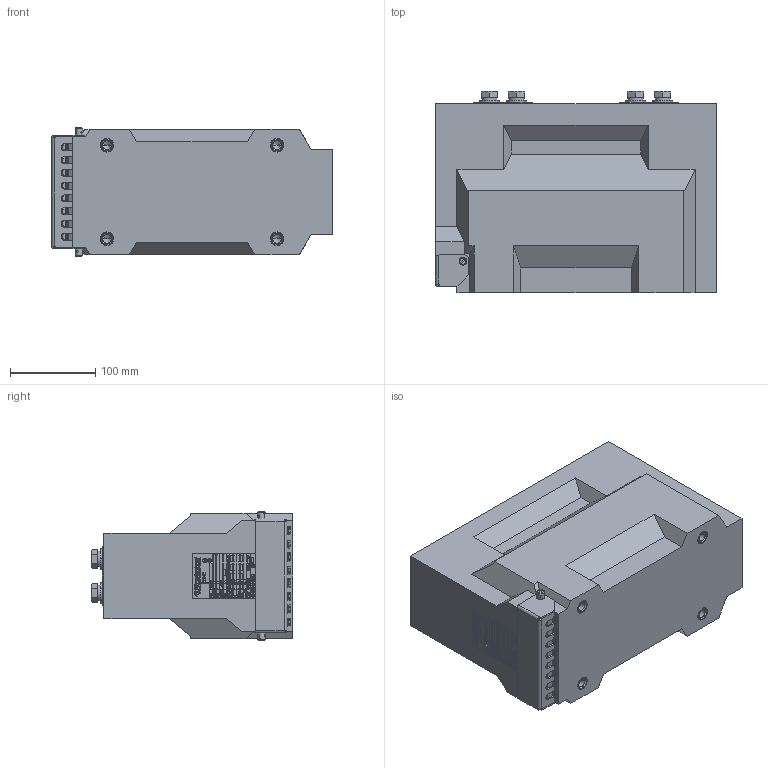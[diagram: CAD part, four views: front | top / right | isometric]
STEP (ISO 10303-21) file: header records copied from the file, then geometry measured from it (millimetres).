
FILE_DESCRIPTION (( 'STEP AP214' ), '1' );
FILE_NAME ('ﾒﾋﾊ-ﾑﾒ-10-16 (2000ﾀ).STEP', '2023-06-09T07:52:59', ( '' ), ( '' ), 'SwSTEP 2.0', 'SolidWorks 2014', '' );
FILE_SCHEMA (( 'AUTOMOTIVE_DESIGN' ));
Length unit declared in the file: millimetre
Products named in the file (17): ÂÅÈÓ.757465.007À Íàêîíå÷íèê_-00; ﾒﾋﾊ-ﾑﾒ-10-16 (2000ﾀ); Áîëò ÃÎÑÒ 7805-70_Œ5å12; Øàéáà ïðóæ. ÃÎÑÒ 6402-70_5; ﾘ琺矜 ﾃﾎﾑﾒ 11371-78_5; 屡扔.758472.007 绵殛郷-02; 屡扔.758181.002 妈眚 镫铎徼痤忸黜; Áîëò ÃÎÑÒ 7798-70_12å30; Øàéáà ïðóæ. ÃÎÑÒ 6402-70_12; ﾘ琺矜 ﾃﾎﾑﾒ 11371-78_12; ÂÅÈÓ.754312.182À Òàáëè÷êà òåõíè÷åñêèõ äàííûõ ÒËÊ-ÑÒ_-00; ÂÅÈÓ.735314.033 Êðûøêà çàùèòíàÿ_00; ÂÅÈÓ.671213.542 Ñáîðêà ñ çàëèâêîé ÒËÊ-ÑÒ-10-16_03; ÂÅÈÓ.758472.015 Ãàéêà; Êîðïóñ^ÂÅÈÓ.671213.542 Ñáîðêà ñ çàëèâêîé ÒËÊ-ÑÒ-10-16_01; ÂÅÈÓ.758472.006 Ãàéêà ñïåöèàëüíàÿ_00; ÂÅÈÓ.671213.342 Àêòèâíàÿ ÷àñòü ÒËÊ-ÑÒ-10-16_02-01
Assembly tree (70 placements, depth 4):
  ﾒﾋﾊ-ﾑﾒ-10-16 (2000ﾀ)
    ÂÅÈÓ.671213.542 Ñáîðêà ñ çàëèâêîé ÒËÊ-ÑÒ-10-16_03
      ÂÅÈÓ.671213.342 Àêòèâíàÿ ÷àñòü ÒËÊ-ÑÒ-10-16_02-01
        ÂÅÈÓ.757465.007À Íàêîíå÷íèê_-00  x2
      ÂÅÈÓ.758472.006 Ãàéêà ñïåöèàëüíàÿ_00  x4
      Êîðïóñ^ÂÅÈÓ.671213.542 Ñáîðêà ñ çàëèâêîé ÒËÊ-ÑÒ-10-16_01
      ÂÅÈÓ.758472.015 Ãàéêà
    ÂÅÈÓ.735314.033 Êðûøêà çàùèòíàÿ_00
    ÂÅÈÓ.754312.182À Òàáëè÷êà òåõíè÷åñêèõ äàííûõ ÒËÊ-ÑÒ_-00
    ﾘ琺矜 ﾃﾎﾑﾒ 11371-78_12  x8
    Øàéáà ïðóæ. ÃÎÑÒ 6402-70_12  x8
    Áîëò ÃÎÑÒ 7798-70_12å30  x8
    屡扔.758181.002 妈眚 镫铎徼痤忸黜  x2
    屡扔.758472.007 绵殛郷-02  x8
    ﾘ琺矜 ﾃﾎﾑﾒ 11371-78_5  x8
    Øàéáà ïðóæ. ÃÎÑÒ 6402-70_5  x8
    Áîëò ÃÎÑÒ 7805-70_Œ5å12  x8
Bounding box: 330 x 237 x 152 mm (x, y, z)
Volume: 8977490 mm3; surface area: 432650.3 mm2
Topology: 68 solids, 68 shells, 4285 faces, 10971 edges, 7135 vertices
Faces by surface type: plane 2509, bspline 980, cylinder 472, cone 292, torus 32
Entity records: 190406 total; most frequent: CARTESIAN_POINT 77470, ORIENTED_EDGE 18832, DIRECTION 13364, EDGE_CURVE 9416, VECTOR 6824, LINE 6824, VERTEX_POINT 6226, EDGE_LOOP 3968
